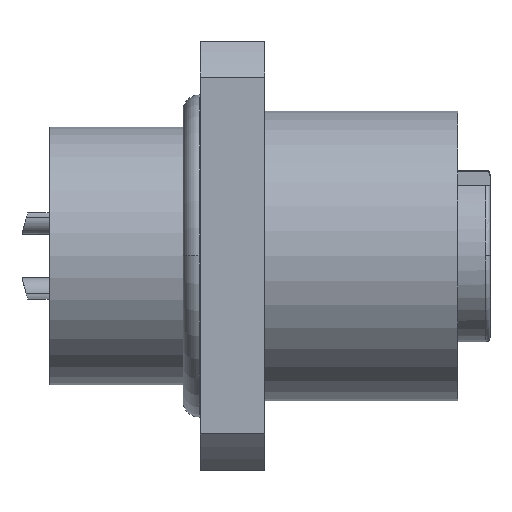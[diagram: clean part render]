
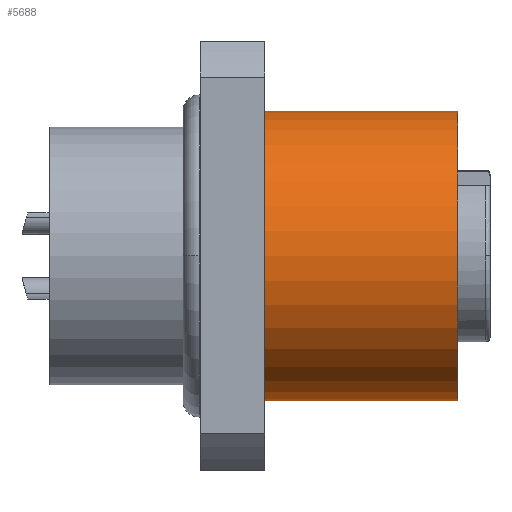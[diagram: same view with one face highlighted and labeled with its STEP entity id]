
A CAD part, top view. The second image highlights one B-rep face of the part: STEP entity #5688.
In plain terms, the highlighted cylindrical face has radius 6.75 mm (diameter 13.5 mm), a partial arc.
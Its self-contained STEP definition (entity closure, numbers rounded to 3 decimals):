
#26 = CARTESIAN_POINT ( 'NONE',  ( 3., 0., 0. ) ) ;
#306 = VERTEX_POINT ( 'NONE', #7364 ) ;
#652 = CARTESIAN_POINT ( 'NONE',  ( 12., -6.75, 0. ) ) ;
#656 = LINE ( 'NONE', #3645, #2697 ) ;
#791 = CARTESIAN_POINT ( 'NONE',  ( -33.51, -6.75, 0. ) ) ;
#903 = CARTESIAN_POINT ( 'NONE',  ( 3., -6.75, 0. ) ) ;
#1236 = EDGE_CURVE ( 'NONE', #3247, #9193, #9544, .T. ) ;
#1553 = EDGE_CURVE ( 'NONE', #9542, #3247, #8592, .T. ) ;
#1608 = ORIENTED_EDGE ( 'NONE', *, *, #5065, .T. ) ;
#2167 = VECTOR ( 'NONE', #5358, 1000. ) ;
#2238 = EDGE_CURVE ( 'NONE', #9542, #306, #2900, .T. ) ;
#2485 = ORIENTED_EDGE ( 'NONE', *, *, #2238, .T. ) ;
#2697 = VECTOR ( 'NONE', #3799, 1000. ) ;
#2900 = CIRCLE ( 'NONE', #4703, 6.75 ) ;
#3012 = DIRECTION ( 'NONE',  ( 0., -1., 0. ) ) ;
#3195 = CARTESIAN_POINT ( 'NONE',  ( 3., 6.75, 0. ) ) ;
#3227 = DIRECTION ( 'NONE',  ( 0., -1., 0. ) ) ;
#3247 = VERTEX_POINT ( 'NONE', #903 ) ;
#3645 = CARTESIAN_POINT ( 'NONE',  ( -33.51, 6.75, 0. ) ) ;
#3799 = DIRECTION ( 'NONE',  ( -1., 0., 0. ) ) ;
#3991 = CYLINDRICAL_SURFACE ( 'NONE', #9982, 6.75 ) ;
#4703 = AXIS2_PLACEMENT_3D ( 'NONE', #7735, #10058, #3012 ) ;
#5065 = EDGE_CURVE ( 'NONE', #306, #9193, #656, .T. ) ;
#5358 = DIRECTION ( 'NONE',  ( -1., 0., 0. ) ) ;
#5688 = ADVANCED_FACE ( 'NONE', ( #7891 ), #3991, .T. ) ;
#6115 = AXIS2_PLACEMENT_3D ( 'NONE', #26, #6310, #9431 ) ;
#6286 = EDGE_LOOP ( 'NONE', ( #2485, #1608, #7110, #7664 ) ) ;
#6310 = DIRECTION ( 'NONE',  ( -1., 0., 0. ) ) ;
#7110 = ORIENTED_EDGE ( 'NONE', *, *, #1236, .F. ) ;
#7364 = CARTESIAN_POINT ( 'NONE',  ( 12., 6.75, 0. ) ) ;
#7664 = ORIENTED_EDGE ( 'NONE', *, *, #1553, .F. ) ;
#7735 = CARTESIAN_POINT ( 'NONE',  ( 12., 0., 0. ) ) ;
#7740 = CARTESIAN_POINT ( 'NONE',  ( -33.51, 0., 0. ) ) ;
#7891 = FACE_OUTER_BOUND ( 'NONE', #6286, .T. ) ;
#8592 = LINE ( 'NONE', #791, #2167 ) ;
#9193 = VERTEX_POINT ( 'NONE', #3195 ) ;
#9384 = DIRECTION ( 'NONE',  ( -1., 0., 0. ) ) ;
#9431 = DIRECTION ( 'NONE',  ( 0., -1., 0. ) ) ;
#9542 = VERTEX_POINT ( 'NONE', #652 ) ;
#9544 = CIRCLE ( 'NONE', #6115, 6.75 ) ;
#9982 = AXIS2_PLACEMENT_3D ( 'NONE', #7740, #9384, #3227 ) ;
#10058 = DIRECTION ( 'NONE',  ( -1., 0., 0. ) ) ;
